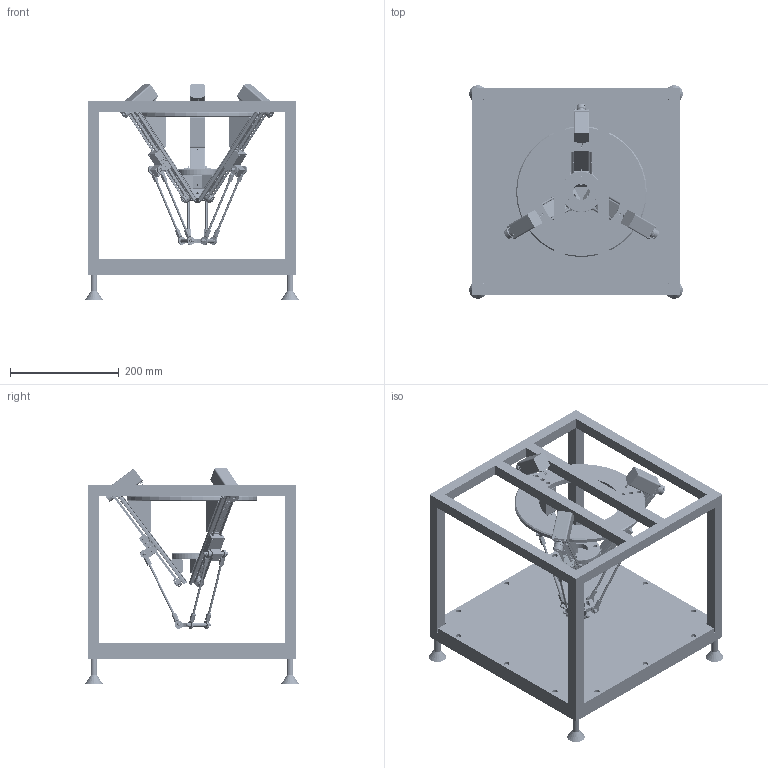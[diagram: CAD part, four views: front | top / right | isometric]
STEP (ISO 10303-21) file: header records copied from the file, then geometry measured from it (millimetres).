
FILE_DESCRIPTION (( 'STEP AP203' ), '1' );
FILE_NAME ('DLE-ZLN27-DELTA-00.STEP', '2020-04-08T03:16:06', ( '' ), ( '' ), 'SwSTEP 2.0', 'SolidWorks 2018', '' );
FILE_SCHEMA (( 'CONFIG_CONTROL_DESIGN' ));
Length unit declared in the file: millimetre
Products named in the file (14): MF-190808-DELTA27-01; lid nut gb_GB_FASTENER_NUT_LN M4-N; MF-LJJ-190809-00; 遺殤; EBRM_04_1; MF-AZB-ZLN27-DELTA-00; DLE-ZLN27-DELTA-00; MF-AZB-ZLN27-DELTA-01; DLE-190808-IGUS-01; ZLN-27-02-S-40-120; EWMRHC-04-100-2M4; 栳尨1; MF-380380-10-DELTA27-00; MF-AZB-ZLN27-DSLTA-01
Assembly tree (48 placements, depth 3):
  DLE-ZLN27-DELTA-00
    遺殤
    栳尨1
      MF-AZB-ZLN27-DELTA-00  x3
      ZLN-27-02-S-40-120  x3
      MF-AZB-ZLN27-DELTA-01  x3
      DLE-190808-IGUS-01
      MF-190808-DELTA27-01
      MF-AZB-ZLN27-DSLTA-01  x3
      EBRM_04_1  x12
      lid nut gb_GB_FASTENER_NUT_LN M4-N  x12
      EWMRHC-04-100-2M4  x6
      MF-LJJ-190809-00
    MF-380380-10-DELTA27-00
Bounding box: 392 x 392 x 394.94 mm (x, y, z)
Volume: 4077085.4 mm3; surface area: 999331.8 mm2
Topology: 125 solids, 125 shells, 4768 faces, 12059 edges, 7553 vertices
Faces by surface type: cylinder 1984, plane 1865, cone 705, bspline 120, torus 70, sphere 24
Entity records: 51432 total; most frequent: CARTESIAN_POINT 9553, DIRECTION 8786, ORIENTED_EDGE 7842, EDGE_CURVE 3921, AXIS2_PLACEMENT_3D 3357, VERTEX_POINT 2525, LINE 2072, VECTOR 2072
